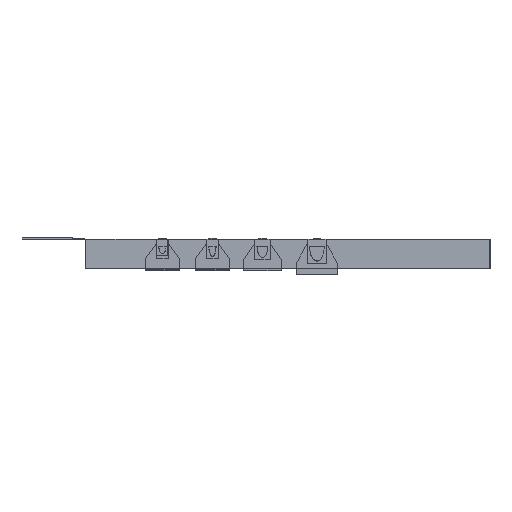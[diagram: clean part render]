
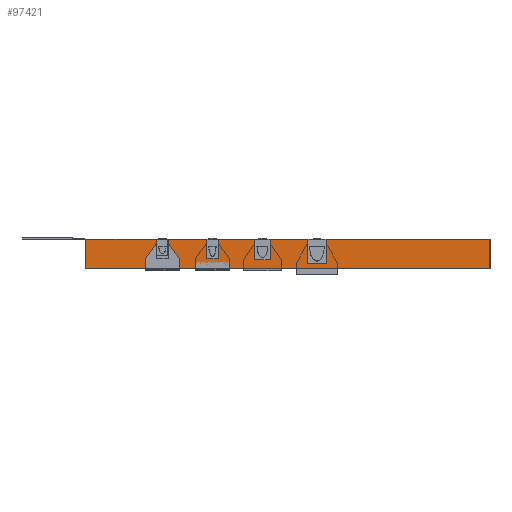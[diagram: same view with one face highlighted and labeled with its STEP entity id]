
A CAD part, left-side view. The second image highlights one B-rep face of the part: STEP entity #97421.
In plain terms, the highlighted planar face has unit normal (-1, 0, 0).
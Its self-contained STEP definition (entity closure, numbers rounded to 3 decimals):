
#6907=FACE_OUTER_BOUND('',#12313,.T.);
#12313=EDGE_LOOP('',(#65061,#65062,#65063,#65064,#65065,#65066,#65067,#65068,
#65069,#65070,#65071,#65072,#65073,#65074,#65075,#65076,#65077,#65078,#65079,
#65080));
#18271=LINE('',#147161,#29835);
#18275=LINE('',#147170,#29839);
#18279=LINE('',#147178,#29843);
#18283=LINE('',#147186,#29847);
#18287=LINE('',#147194,#29851);
#18291=LINE('',#147202,#29855);
#18327=LINE('',#147272,#29891);
#18328=LINE('',#147275,#29892);
#18329=LINE('',#147277,#29893);
#18330=LINE('',#147278,#29894);
#18331=LINE('',#147280,#29895);
#18332=LINE('',#147282,#29896);
#18333=LINE('',#147283,#29897);
#18334=LINE('',#147285,#29898);
#18335=LINE('',#147287,#29899);
#18336=LINE('',#147288,#29900);
#18337=LINE('',#147290,#29901);
#18338=LINE('',#147292,#29902);
#18339=LINE('',#147293,#29903);
#18340=LINE('',#147294,#29904);
#29835=VECTOR('',#118982,304.8);
#29839=VECTOR('',#118988,304.8);
#29843=VECTOR('',#118992,304.8);
#29847=VECTOR('',#118996,304.8);
#29851=VECTOR('',#119000,304.8);
#29855=VECTOR('',#119004,304.8);
#29891=VECTOR('',#119044,304.8);
#29892=VECTOR('',#119047,304.8);
#29893=VECTOR('',#119048,304.8);
#29894=VECTOR('',#119049,304.8);
#29895=VECTOR('',#119050,304.8);
#29896=VECTOR('',#119051,304.8);
#29897=VECTOR('',#119052,304.8);
#29898=VECTOR('',#119053,304.8);
#29899=VECTOR('',#119054,304.8);
#29900=VECTOR('',#119055,304.8);
#29901=VECTOR('',#119056,304.8);
#29902=VECTOR('',#119057,304.8);
#29903=VECTOR('',#119058,304.8);
#29904=VECTOR('',#119059,304.8);
#41399=VERTEX_POINT('',#147158);
#41400=VERTEX_POINT('',#147160);
#41403=VERTEX_POINT('',#147167);
#41404=VERTEX_POINT('',#147169);
#41407=VERTEX_POINT('',#147175);
#41408=VERTEX_POINT('',#147177);
#41411=VERTEX_POINT('',#147183);
#41412=VERTEX_POINT('',#147185);
#41415=VERTEX_POINT('',#147191);
#41416=VERTEX_POINT('',#147193);
#41419=VERTEX_POINT('',#147199);
#41420=VERTEX_POINT('',#147201);
#41453=VERTEX_POINT('',#147274);
#41454=VERTEX_POINT('',#147276);
#41455=VERTEX_POINT('',#147279);
#41456=VERTEX_POINT('',#147281);
#41457=VERTEX_POINT('',#147284);
#41458=VERTEX_POINT('',#147286);
#41459=VERTEX_POINT('',#147289);
#41460=VERTEX_POINT('',#147291);
#50839=EDGE_CURVE('',#41399,#41400,#18271,.T.);
#50843=EDGE_CURVE('',#41403,#41404,#18275,.T.);
#50847=EDGE_CURVE('',#41407,#41408,#18279,.T.);
#50851=EDGE_CURVE('',#41411,#41412,#18283,.T.);
#50855=EDGE_CURVE('',#41415,#41416,#18287,.T.);
#50859=EDGE_CURVE('',#41419,#41420,#18291,.T.);
#50895=EDGE_CURVE('',#41420,#41399,#18327,.T.);
#50896=EDGE_CURVE('',#41419,#41453,#18328,.T.);
#50897=EDGE_CURVE('',#41453,#41454,#18329,.T.);
#50898=EDGE_CURVE('',#41454,#41416,#18330,.T.);
#50899=EDGE_CURVE('',#41415,#41455,#18331,.T.);
#50900=EDGE_CURVE('',#41455,#41456,#18332,.T.);
#50901=EDGE_CURVE('',#41456,#41412,#18333,.T.);
#50902=EDGE_CURVE('',#41411,#41457,#18334,.T.);
#50903=EDGE_CURVE('',#41457,#41458,#18335,.T.);
#50904=EDGE_CURVE('',#41458,#41408,#18336,.T.);
#50905=EDGE_CURVE('',#41407,#41459,#18337,.T.);
#50906=EDGE_CURVE('',#41459,#41460,#18338,.T.);
#50907=EDGE_CURVE('',#41460,#41404,#18339,.T.);
#50908=EDGE_CURVE('',#41403,#41400,#18340,.T.);
#65061=ORIENTED_EDGE('',*,*,#50839,.F.);
#65062=ORIENTED_EDGE('',*,*,#50895,.F.);
#65063=ORIENTED_EDGE('',*,*,#50859,.F.);
#65064=ORIENTED_EDGE('',*,*,#50896,.T.);
#65065=ORIENTED_EDGE('',*,*,#50897,.T.);
#65066=ORIENTED_EDGE('',*,*,#50898,.T.);
#65067=ORIENTED_EDGE('',*,*,#50855,.F.);
#65068=ORIENTED_EDGE('',*,*,#50899,.T.);
#65069=ORIENTED_EDGE('',*,*,#50900,.T.);
#65070=ORIENTED_EDGE('',*,*,#50901,.T.);
#65071=ORIENTED_EDGE('',*,*,#50851,.F.);
#65072=ORIENTED_EDGE('',*,*,#50902,.T.);
#65073=ORIENTED_EDGE('',*,*,#50903,.T.);
#65074=ORIENTED_EDGE('',*,*,#50904,.T.);
#65075=ORIENTED_EDGE('',*,*,#50847,.F.);
#65076=ORIENTED_EDGE('',*,*,#50905,.T.);
#65077=ORIENTED_EDGE('',*,*,#50906,.T.);
#65078=ORIENTED_EDGE('',*,*,#50907,.T.);
#65079=ORIENTED_EDGE('',*,*,#50843,.F.);
#65080=ORIENTED_EDGE('',*,*,#50908,.T.);
#93321=PLANE('',#110673);
#97421=ADVANCED_FACE('',(#6907),#93321,.T.);
#110673=AXIS2_PLACEMENT_3D('',#147273,#119045,#119046);
#118982=DIRECTION('',(0.,1.,0.));
#118988=DIRECTION('',(0.,-1.,0.));
#118992=DIRECTION('',(0.,-1.,0.));
#118996=DIRECTION('',(0.,-1.,0.));
#119000=DIRECTION('',(0.,-1.,0.));
#119004=DIRECTION('',(0.,-1.,0.));
#119044=DIRECTION('',(0.,0.,-1.));
#119045=DIRECTION('center_axis',(-1.,0.,0.));
#119046=DIRECTION('ref_axis',(0.,0.,1.));
#119047=DIRECTION('',(0.,0.,-1.));
#119048=DIRECTION('',(0.,1.,0.));
#119049=DIRECTION('',(0.,0.,1.));
#119050=DIRECTION('',(0.,0.,-1.));
#119051=DIRECTION('',(0.,1.,0.));
#119052=DIRECTION('',(0.,0.,1.));
#119053=DIRECTION('',(0.,0.,-1.));
#119054=DIRECTION('',(0.,1.,0.));
#119055=DIRECTION('',(0.,0.,1.));
#119056=DIRECTION('',(0.,0.,-1.));
#119057=DIRECTION('',(0.,1.,0.));
#119058=DIRECTION('',(0.,0.,1.));
#119059=DIRECTION('',(0.,0.,-1.));
#147158=CARTESIAN_POINT('',(941.248,-35500.518,-400.));
#147160=CARTESIAN_POINT('',(941.248,-30000.518,-400.));
#147161=CARTESIAN_POINT('',(941.248,-35500.518,-400.));
#147167=CARTESIAN_POINT('',(941.248,-30000.518,0.));
#147169=CARTESIAN_POINT('',(941.248,-30965.577,0.));
#147170=CARTESIAN_POINT('',(941.248,-30000.518,0.));
#147175=CARTESIAN_POINT('',(941.248,-31125.577,0.));
#147177=CARTESIAN_POINT('',(941.248,-31645.577,0.));
#147178=CARTESIAN_POINT('',(941.248,-31125.577,0.));
#147183=CARTESIAN_POINT('',(941.248,-31805.577,0.));
#147185=CARTESIAN_POINT('',(941.248,-32300.577,0.));
#147186=CARTESIAN_POINT('',(941.248,-31805.577,0.));
#147191=CARTESIAN_POINT('',(941.248,-32510.577,0.));
#147193=CARTESIAN_POINT('',(941.248,-33015.577,0.));
#147194=CARTESIAN_POINT('',(941.248,-32510.577,0.));
#147199=CARTESIAN_POINT('',(941.248,-33275.577,0.));
#147201=CARTESIAN_POINT('',(941.248,-35500.518,0.));
#147202=CARTESIAN_POINT('',(941.248,-33275.577,0.));
#147272=CARTESIAN_POINT('',(941.248,-35500.518,-400.));
#147273=CARTESIAN_POINT('Origin',(941.248,-35500.518,-400.));
#147274=CARTESIAN_POINT('',(941.248,-33275.577,-330.));
#147275=CARTESIAN_POINT('',(941.248,-33275.577,0.));
#147276=CARTESIAN_POINT('',(941.248,-33015.577,-330.));
#147277=CARTESIAN_POINT('',(941.248,-33275.577,-330.));
#147278=CARTESIAN_POINT('',(941.248,-33015.577,-330.));
#147279=CARTESIAN_POINT('',(941.248,-32510.577,-280.));
#147280=CARTESIAN_POINT('',(941.248,-32510.577,0.));
#147281=CARTESIAN_POINT('',(941.248,-32300.577,-280.));
#147282=CARTESIAN_POINT('',(941.248,-32510.577,-280.));
#147283=CARTESIAN_POINT('',(941.248,-32300.577,-280.));
#147284=CARTESIAN_POINT('',(941.248,-31805.577,-265.));
#147285=CARTESIAN_POINT('',(941.248,-31805.577,0.));
#147286=CARTESIAN_POINT('',(941.248,-31645.577,-265.));
#147287=CARTESIAN_POINT('',(941.248,-31805.577,-265.));
#147288=CARTESIAN_POINT('',(941.248,-31645.577,-265.));
#147289=CARTESIAN_POINT('',(941.248,-31125.577,-265.));
#147290=CARTESIAN_POINT('',(941.248,-31125.577,0.));
#147291=CARTESIAN_POINT('',(941.248,-30965.577,-265.));
#147292=CARTESIAN_POINT('',(941.248,-31125.577,-265.));
#147293=CARTESIAN_POINT('',(941.248,-30965.577,-265.));
#147294=CARTESIAN_POINT('',(941.248,-30000.518,-400.));
